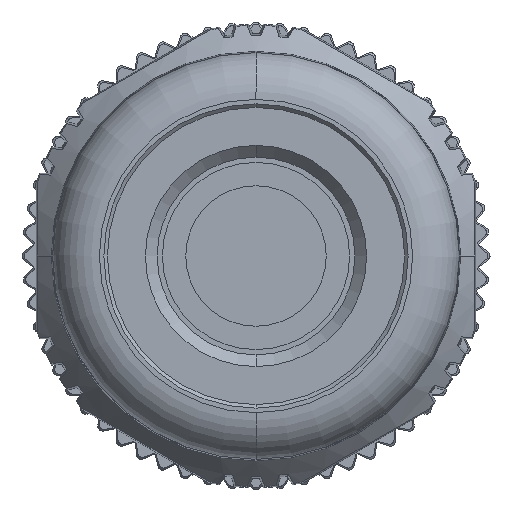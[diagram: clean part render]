
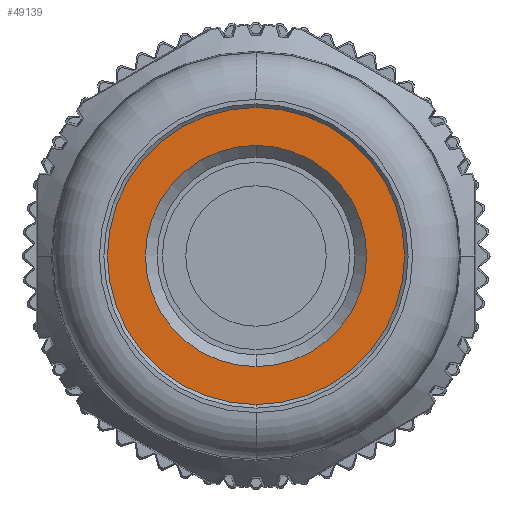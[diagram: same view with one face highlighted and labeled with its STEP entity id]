
A CAD part, front view. The second image highlights one B-rep face of the part: STEP entity #49139.
In plain terms, the highlighted planar face has unit normal (0, -1, 0).
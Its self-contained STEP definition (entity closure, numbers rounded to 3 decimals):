
#14048=CARTESIAN_POINT('',(0.,-51.2,0.));
#14049=DIRECTION('',(0.,1.,0.));
#14050=DIRECTION('',(0.,0.,-1.));
#14051=AXIS2_PLACEMENT_3D('',#14048,#14049,#14050);
#14053=CARTESIAN_POINT('',(0.,-51.2,0.));
#14054=DIRECTION('',(0.,1.,0.));
#14055=DIRECTION('',(0.,0.,1.));
#14056=AXIS2_PLACEMENT_3D('',#14053,#14054,#14055);
#14058=CARTESIAN_POINT('',(0.,-51.2,0.));
#14059=DIRECTION('',(0.,-1.,0.));
#14060=DIRECTION('',(0.,0.,1.));
#14061=AXIS2_PLACEMENT_3D('',#14058,#14059,#14060);
#14063=CARTESIAN_POINT('',(0.,-51.2,0.));
#14064=DIRECTION('',(0.,-1.,0.));
#14065=DIRECTION('',(0.,0.,-1.));
#14066=AXIS2_PLACEMENT_3D('',#14063,#14064,#14065);
#29309=CARTESIAN_POINT('',(0.,-51.2,6.35));
#29310=VERTEX_POINT('',#29309);
#29311=CARTESIAN_POINT('',(0.,-51.2,-6.35));
#29312=VERTEX_POINT('',#29311);
#29313=CARTESIAN_POINT('',(0.,-51.2,4.725));
#29314=CARTESIAN_POINT('',(0.,-51.2,-4.725));
#29315=VERTEX_POINT('',#29313);
#29316=VERTEX_POINT('',#29314);
#49124=CARTESIAN_POINT('',(0.,-51.2,0.));
#49125=DIRECTION('',(0.,-1.,0.));
#49126=DIRECTION('',(0.,0.,-1.));
#49127=AXIS2_PLACEMENT_3D('',#49124,#49125,#49126);
#49128=PLANE('',#49127);
#49129=ORIENTED_EDGE('',*,*,#49104,.T.);
#49130=ORIENTED_EDGE('',*,*,#49118,.T.);
#49131=EDGE_LOOP('',(#49129,#49130));
#49132=FACE_OUTER_BOUND('',#49131,.F.);
#49134=ORIENTED_EDGE('',*,*,#49133,.T.);
#49136=ORIENTED_EDGE('',*,*,#49135,.T.);
#49137=EDGE_LOOP('',(#49134,#49136));
#49138=FACE_BOUND('',#49137,.F.);
#49139=ADVANCED_FACE('',(#49132,#49138),#49128,.T.);
#14052=CIRCLE('',#14051,6.35);
#14057=CIRCLE('',#14056,6.35);
#14062=CIRCLE('',#14061,4.725);
#14067=CIRCLE('',#14066,4.725);
#49104=EDGE_CURVE('',#29312,#29310,#14052,.T.);
#49118=EDGE_CURVE('',#29310,#29312,#14057,.T.);
#49133=EDGE_CURVE('',#29315,#29316,#14062,.T.);
#49135=EDGE_CURVE('',#29316,#29315,#14067,.T.);
